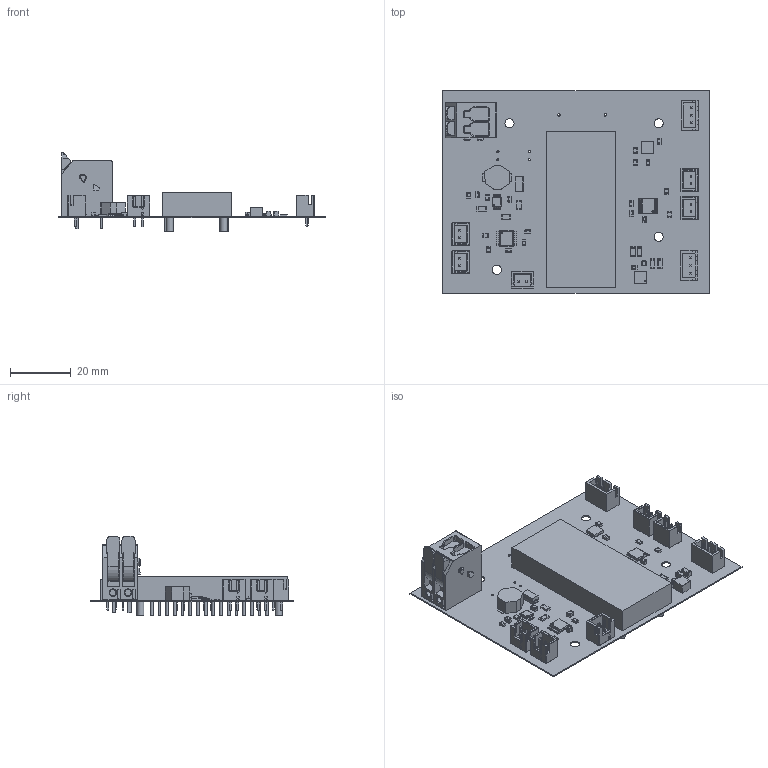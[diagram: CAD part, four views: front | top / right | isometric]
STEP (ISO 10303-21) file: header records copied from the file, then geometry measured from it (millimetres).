
FILE_DESCRIPTION(('Open CASCADE Model'),'2;1');
FILE_NAME('Open CASCADE Shape Model','2024-01-12T10:03:39',('Author'),( 'Open CASCADE'),'Open CASCADE STEP processor 7.5','Open CASCADE 7.5' ,'Unknown');
FILE_SCHEMA(('AUTOMOTIVE_DESIGN { 1 0 10303 214 1 1 1 1 }'));
Length unit declared in the file: millimetre
Products named in the file (167): PCB; Board; Open CASCADE STEP translator 7.5 1.1.1; BAT_IN; 7087471520; D1; 5974599200; Chamfer; FilletPin1; FilletPin2; L2; 5974598640; body_SSMC_4030; land_pattern_SSMC_4020; SER0039_OUT; Conn_JST_B3B-XH-A_LF_SN_eec; Body; Pins; Marking; JST Logo; SW_IN; Conn_JST_B2B-XH-A_LF_SN_eec; 1; B2B-XH-A; JST Logo adjustable; R12; 6082615936; solidBody; Terminal; solidTop; R11; 6082625056; R10; R9; 6082615616; R8; 6082615056; R7; R6; 5974600320 ...
Assembly tree (211 placements, depth 5):
  PCB
    Board
      Open CASCADE STEP translator 7.5 1.1.1
    BAT_IN
      7087471520
    D1
      5974599200
        Chamfer
        FilletPin1
        FilletPin2
    L2
      5974598640
        body_SSMC_4030
        land_pattern_SSMC_4020  x2
    SER0039_OUT
      Conn_JST_B3B-XH-A_LF_SN_eec
        Body
        Pins
        Marking
        JST Logo
    SW_IN
      Conn_JST_B2B-XH-A_LF_SN_eec
        1
          1
          B2B-XH-A
          JST Logo adjustable
    R12
      6082615936
        solidBody
        Terminal
        solidTop
    R11
      6082625056
        solidBody
        Terminal
        solidTop
    R10
    R9
      6082615616
        solidBody
        Terminal
        solidTop
    R8
      6082615056
        solidBody
        Terminal
        solidTop
    R7
    R6
      5974600320
        solidBody
        Terminal
        solidTop
    R5
      6082615616
        solidBody
        Terminal
        solidTop
    R4
    R3
Bounding box: 88.14 x 66.93 x 26.31 mm (x, y, z)
Volume: 22381.6 mm3; surface area: 42023.1 mm2
Topology: 1253 solids, 1253 shells, 6630 faces, 11328 edges, 7082 vertices
Faces by surface type: plane 4238, cylinder 1977, sphere 254, torus 70, bspline 62, cone 29
Full cylindrical faces by diameter (mm): 0.375 x1, 0.55 x2, 0.7 x4, 0.8 x2, 0.9 x6, 0.91 x896, 1 x10, 1.11 x28, 1.3 x4, 2.1 x2, 2.34 x128, 3 x4
Entity records: 75374 total; most frequent: CARTESIAN_POINT 12363, DIRECTION 11985, ORIENTED_EDGE 11164, EDGE_CURVE 5582, LINE 4213, VECTOR 4213, AXIS2_PLACEMENT_3D 3886, VERTEX_POINT 3546
